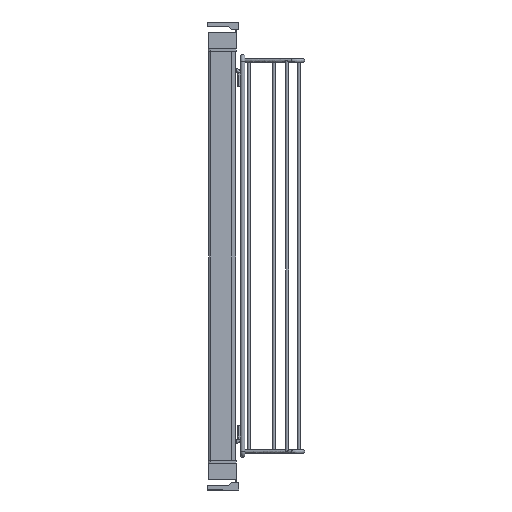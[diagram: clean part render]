
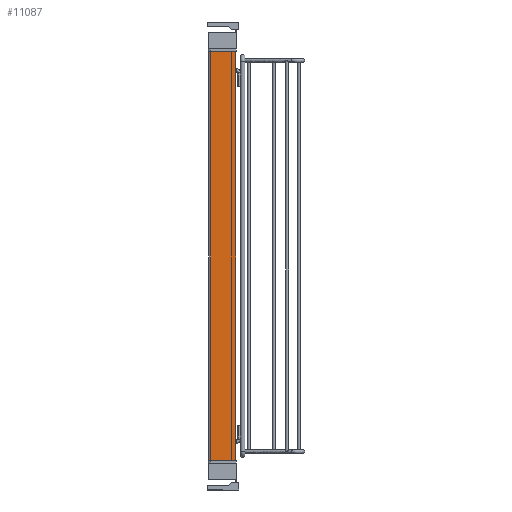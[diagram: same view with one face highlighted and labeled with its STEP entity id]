
A CAD part, left-side view. The second image highlights one B-rep face of the part: STEP entity #11087.
In plain terms, the highlighted planar face has unit normal (-1, 0, 0).
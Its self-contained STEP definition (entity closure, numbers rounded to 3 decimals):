
#443=PLANE('',#11891);
#867=FACE_OUTER_BOUND('',#1463,.T.);
#1463=EDGE_LOOP('',(#8280,#8281,#8282,#8283));
#2208=LINE('',#16382,#3303);
#2365=LINE('',#16780,#3460);
#2392=LINE('',#16842,#3487);
#2393=LINE('',#16844,#3488);
#3303=VECTOR('',#13179,10.);
#3460=VECTOR('',#13566,10.);
#3487=VECTOR('',#13629,10.);
#3488=VECTOR('',#13632,10.);
#4817=VERTEX_POINT('',#16379);
#4818=VERTEX_POINT('',#16381);
#4942=VERTEX_POINT('',#16776);
#4944=VERTEX_POINT('',#16779);
#5969=EDGE_CURVE('',#4817,#4818,#2208,.T.);
#6166=EDGE_CURVE('',#4944,#4942,#2365,.T.);
#6198=EDGE_CURVE('',#4817,#4944,#2392,.T.);
#6199=EDGE_CURVE('',#4818,#4942,#2393,.T.);
#8280=ORIENTED_EDGE('',*,*,#6166,.T.);
#8281=ORIENTED_EDGE('',*,*,#6199,.F.);
#8282=ORIENTED_EDGE('',*,*,#5969,.F.);
#8283=ORIENTED_EDGE('',*,*,#6198,.T.);
#11087=ADVANCED_FACE('',(#867),#443,.T.);
#11891=AXIS2_PLACEMENT_3D('',#16843,#13630,#13631);
#13179=DIRECTION('',(0.,1.,0.));
#13566=DIRECTION('',(0.,1.,0.));
#13629=DIRECTION('',(0.,0.,1.));
#13630=DIRECTION('center_axis',(-1.,0.,0.));
#13631=DIRECTION('ref_axis',(0.,-1.,0.));
#13632=DIRECTION('',(0.,0.,1.));
#16379=CARTESIAN_POINT('',(0.,0.,0.));
#16381=CARTESIAN_POINT('',(0.,46.,0.));
#16382=CARTESIAN_POINT('',(0.,0.,0.));
#16776=CARTESIAN_POINT('',(0.,46.,755.));
#16779=CARTESIAN_POINT('',(0.,0.,755.));
#16780=CARTESIAN_POINT('',(0.,35.088,755.));
#16842=CARTESIAN_POINT('',(0.,0.,0.));
#16843=CARTESIAN_POINT('Origin',(0.,46.,0.));
#16844=CARTESIAN_POINT('',(0.,46.,0.));
